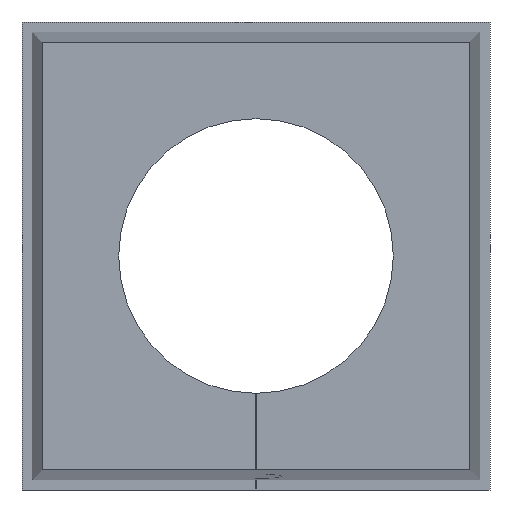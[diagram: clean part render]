
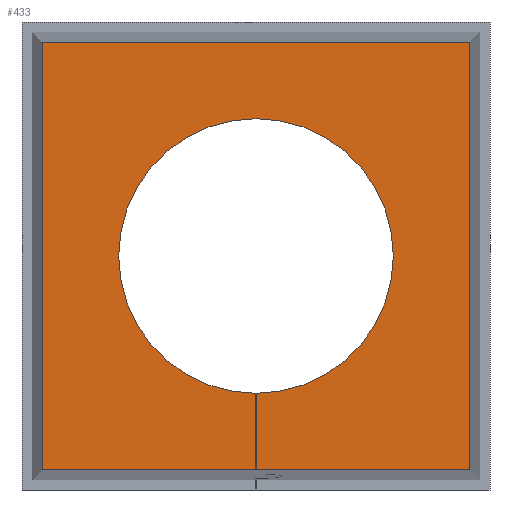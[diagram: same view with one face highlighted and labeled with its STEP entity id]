
A CAD part, front view. The second image highlights one B-rep face of the part: STEP entity #433.
In plain terms, the highlighted planar face has unit normal (0, -1, 0).
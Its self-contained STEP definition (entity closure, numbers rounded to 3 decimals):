
#8 = DIRECTION ( 'NONE',  ( 0., 1., 0. ) ) ;
#10 = EDGE_CURVE ( 'NONE', #251, #236, #665, .T. ) ;
#19 = DIRECTION ( 'NONE',  ( 0., 0., -1. ) ) ;
#28 = CARTESIAN_POINT ( 'NONE',  ( -13.5, -14.5, 0. ) ) ;
#29 = ORIENTED_EDGE ( 'NONE', *, *, #291, .T. ) ;
#40 = LINE ( 'NONE', #464, #557 ) ;
#48 = ORIENTED_EDGE ( 'NONE', *, *, #511, .F. ) ;
#60 = VERTEX_POINT ( 'NONE', #70 ) ;
#63 = LINE ( 'NONE', #674, #93 ) ;
#68 = VECTOR ( 'NONE', #414, 1000. ) ;
#70 = CARTESIAN_POINT ( 'NONE',  ( -0.005, -14.5, -13.5 ) ) ;
#76 = LINE ( 'NONE', #451, #483 ) ;
#79 = DIRECTION ( 'NONE',  ( -1., 0., 0. ) ) ;
#88 = LINE ( 'NONE', #775, #653 ) ;
#90 = CARTESIAN_POINT ( 'NONE',  ( 20.994, -14.5, 20.994 ) ) ;
#93 = VECTOR ( 'NONE', #803, 1000. ) ;
#97 = CARTESIAN_POINT ( 'NONE',  ( 0., -14.5, 0. ) ) ;
#129 = CIRCLE ( 'NONE', #365, 13.5 ) ;
#181 = CIRCLE ( 'NONE', #637, 13.5 ) ;
#193 = LINE ( 'NONE', #362, #68 ) ;
#206 = CARTESIAN_POINT ( 'NONE',  ( -20.994, -14.5, -20.994 ) ) ;
#211 = EDGE_CURVE ( 'NONE', #680, #728, #63, .T. ) ;
#214 = FACE_OUTER_BOUND ( 'NONE', #670, .T. ) ;
#228 = CARTESIAN_POINT ( 'NONE',  ( -0.005, -14.5, -11.5 ) ) ;
#236 = VERTEX_POINT ( 'NONE', #542 ) ;
#251 = VERTEX_POINT ( 'NONE', #28 ) ;
#252 = DIRECTION ( 'NONE',  ( -1., 0., 0. ) ) ;
#260 = ORIENTED_EDGE ( 'NONE', *, *, #10, .T. ) ;
#272 = CARTESIAN_POINT ( 'NONE',  ( -0.005, -14.5, -20.994 ) ) ;
#279 = DIRECTION ( 'NONE',  ( 1., 0., 0. ) ) ;
#287 = CARTESIAN_POINT ( 'NONE',  ( 0.005, -14.5, -13.5 ) ) ;
#288 = ORIENTED_EDGE ( 'NONE', *, *, #612, .T. ) ;
#291 = EDGE_CURVE ( 'NONE', #616, #766, #76, .T. ) ;
#334 = DIRECTION ( 'NONE',  ( 1., 0., 0. ) ) ;
#341 = DIRECTION ( 'NONE',  ( -1., 0., 0. ) ) ;
#350 = VECTOR ( 'NONE', #480, 1000. ) ;
#353 = EDGE_CURVE ( 'NONE', #779, #773, #40, .T. ) ;
#358 = CARTESIAN_POINT ( 'NONE',  ( -20.994, -14.5, 20.994 ) ) ;
#362 = CARTESIAN_POINT ( 'NONE',  ( -20.994, -14.5, -22. ) ) ;
#365 = AXIS2_PLACEMENT_3D ( 'NONE', #689, #733, #424 ) ;
#367 = ORIENTED_EDGE ( 'NONE', *, *, #211, .F. ) ;
#370 = EDGE_CURVE ( 'NONE', #554, #779, #88, .T. ) ;
#373 = LINE ( 'NONE', #228, #350 ) ;
#385 = ORIENTED_EDGE ( 'NONE', *, *, #756, .F. ) ;
#403 = DIRECTION ( 'NONE',  ( 0., 1., 0. ) ) ;
#414 = DIRECTION ( 'NONE',  ( 0., 0., 1. ) ) ;
#424 = DIRECTION ( 'NONE',  ( -1., 0., 0. ) ) ;
#433 = ADVANCED_FACE ( 'NONE', ( #214 ), #713, .F. ) ;
#451 = CARTESIAN_POINT ( 'NONE',  ( 0.005, -14.5, -11.5 ) ) ;
#452 = CARTESIAN_POINT ( 'NONE',  ( 20.994, -14.5, -20.994 ) ) ;
#458 = CARTESIAN_POINT ( 'NONE',  ( 22., -14.5, -20.994 ) ) ;
#464 = CARTESIAN_POINT ( 'NONE',  ( 20.994, -14.5, 22. ) ) ;
#480 = DIRECTION ( 'NONE',  ( 0., 0., 1. ) ) ;
#483 = VECTOR ( 'NONE', #19, 1000. ) ;
#491 = EDGE_CURVE ( 'NONE', #680, #60, #373, .T. ) ;
#493 = VECTOR ( 'NONE', #341, 1000. ) ;
#511 = EDGE_CURVE ( 'NONE', #728, #554, #193, .T. ) ;
#517 = DIRECTION ( 'NONE',  ( 0., 1., 0. ) ) ;
#542 = CARTESIAN_POINT ( 'NONE',  ( 13.5, -14.5, 0. ) ) ;
#554 = VERTEX_POINT ( 'NONE', #358 ) ;
#557 = VECTOR ( 'NONE', #719, 1000. ) ;
#568 = AXIS2_PLACEMENT_3D ( 'NONE', #577, #8, #79 ) ;
#577 = CARTESIAN_POINT ( 'NONE',  ( 0., -14.5, 0. ) ) ;
#612 = EDGE_CURVE ( 'NONE', #60, #251, #129, .T. ) ;
#616 = VERTEX_POINT ( 'NONE', #287 ) ;
#632 = ORIENTED_EDGE ( 'NONE', *, *, #721, .T. ) ;
#637 = AXIS2_PLACEMENT_3D ( 'NONE', #774, #517, #252 ) ;
#642 = LINE ( 'NONE', #458, #493 ) ;
#653 = VECTOR ( 'NONE', #334, 1000. ) ;
#655 = ORIENTED_EDGE ( 'NONE', *, *, #491, .T. ) ;
#665 = CIRCLE ( 'NONE', #568, 13.5 ) ;
#668 = AXIS2_PLACEMENT_3D ( 'NONE', #97, #403, #279 ) ;
#670 = EDGE_LOOP ( 'NONE', ( #655, #288, #260, #632, #29, #385, #785, #734, #48, #367 ) ) ;
#674 = CARTESIAN_POINT ( 'NONE',  ( 22., -14.5, -20.994 ) ) ;
#680 = VERTEX_POINT ( 'NONE', #272 ) ;
#689 = CARTESIAN_POINT ( 'NONE',  ( 0., -14.5, 0. ) ) ;
#713 = PLANE ( 'NONE',  #668 ) ;
#719 = DIRECTION ( 'NONE',  ( 0., 0., -1. ) ) ;
#721 = EDGE_CURVE ( 'NONE', #236, #616, #181, .T. ) ;
#728 = VERTEX_POINT ( 'NONE', #206 ) ;
#733 = DIRECTION ( 'NONE',  ( 0., 1., 0. ) ) ;
#734 = ORIENTED_EDGE ( 'NONE', *, *, #370, .F. ) ;
#756 = EDGE_CURVE ( 'NONE', #773, #766, #642, .T. ) ;
#766 = VERTEX_POINT ( 'NONE', #769 ) ;
#769 = CARTESIAN_POINT ( 'NONE',  ( 0.005, -14.5, -20.994 ) ) ;
#773 = VERTEX_POINT ( 'NONE', #452 ) ;
#774 = CARTESIAN_POINT ( 'NONE',  ( 0., -14.5, 0. ) ) ;
#775 = CARTESIAN_POINT ( 'NONE',  ( -22., -14.5, 20.994 ) ) ;
#779 = VERTEX_POINT ( 'NONE', #90 ) ;
#785 = ORIENTED_EDGE ( 'NONE', *, *, #353, .F. ) ;
#803 = DIRECTION ( 'NONE',  ( -1., 0., 0. ) ) ;
